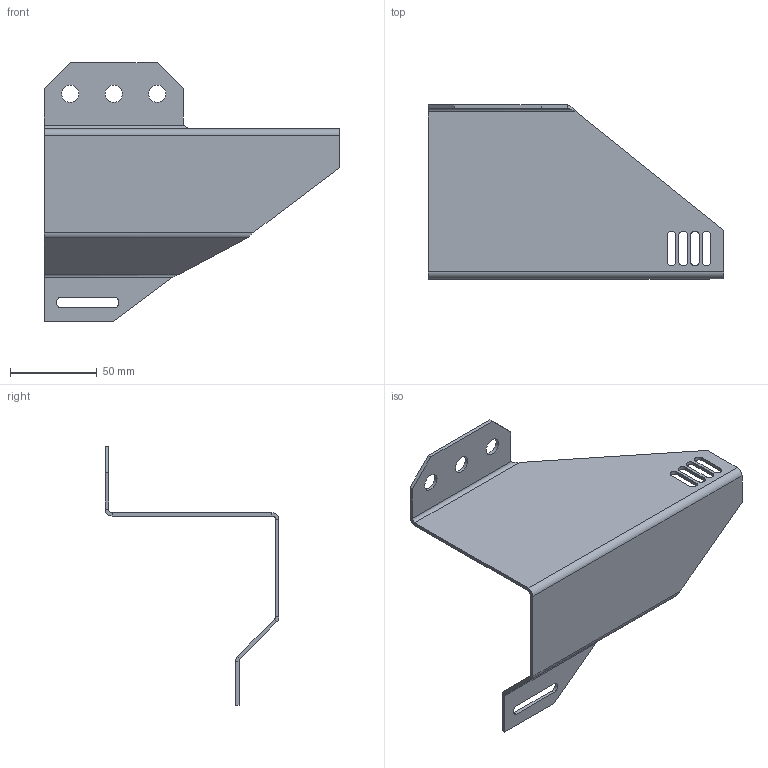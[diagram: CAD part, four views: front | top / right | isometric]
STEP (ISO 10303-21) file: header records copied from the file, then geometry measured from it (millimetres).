
FILE_DESCRIPTION(/* description */ (''),/* implementation_level */ '2;1');
FILE_NAME(/* name */ 'WP-13.step',/* time_stamp */ '2024-09-13T23:17:50+05:30',/* author */ (''),/* organization */ (''),/* preprocessor_version */ 'ST-DEVELOPER v20',/* originating_system */ 'Autodesk Translation Framework v13.14.0.145',/* authorisation */ '');
FILE_SCHEMA (('AUTOMOTIVE_DESIGN { 1 0 10303 214 3 1 1 }'));
Length unit declared in the file: millimetre
Products named in the file (1): WP-13
Bounding box: 170 x 100 x 148.93 mm (x, y, z)
Volume: 58346.2 mm3; surface area: 60493.6 mm2
Topology: 1 solids, 1 shells, 63 faces, 160 edges, 99 vertices
Faces by surface type: plane 39, cylinder 21, bspline 3
Full cylindrical faces by diameter (mm): 10 x3
Entity records: 1983 total; most frequent: CARTESIAN_POINT 396, ORIENTED_EDGE 320, DIRECTION 312, EDGE_CURVE 160, LINE 118, VECTOR 118, VERTEX_POINT 99, AXIS2_PLACEMENT_3D 97
